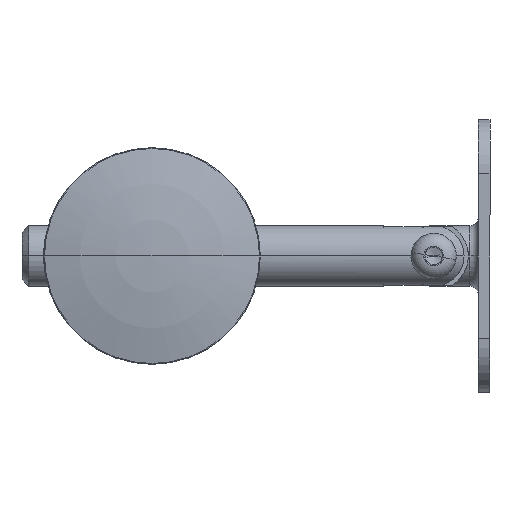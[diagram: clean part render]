
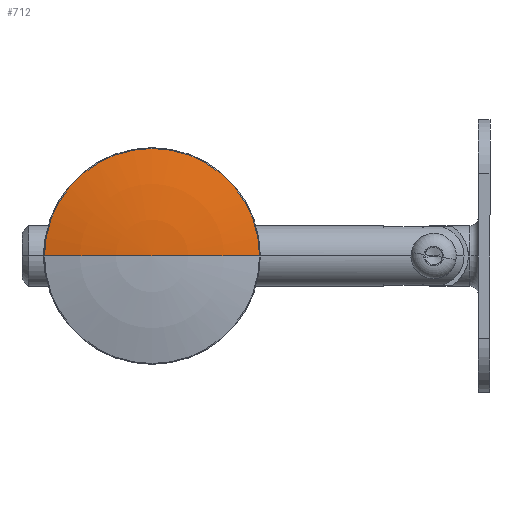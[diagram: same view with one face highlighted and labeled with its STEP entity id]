
A CAD part, front view. The second image highlights one B-rep face of the part: STEP entity #712.
In plain terms, the highlighted toroidal (fillet/blend) face has major radius 0.006 mm and minor radius 105.62 mm.
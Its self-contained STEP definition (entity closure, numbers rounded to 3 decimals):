
#204 = VERTEX_POINT ( 'NONE', #7262 ) ;
#639 = CARTESIAN_POINT ( 'NONE',  ( 7.002, 0., 0. ) ) ;
#661 = CIRCLE ( 'NONE', #6964, 24.809 ) ;
#708 = EDGE_CURVE ( 'NONE', #4266, #204, #1960, .T. ) ;
#712 = ADVANCED_FACE ( 'NONE', ( #2123 ), #6657, .T. ) ;
#987 = ORIENTED_EDGE ( 'NONE', *, *, #3169, .T. ) ;
#1122 = VERTEX_POINT ( 'NONE', #1788 ) ;
#1329 = DIRECTION ( 'NONE',  ( 1., 0., 0. ) ) ;
#1450 = CARTESIAN_POINT ( 'NONE',  ( -95.664, 0., 0. ) ) ;
#1746 = EDGE_CURVE ( 'NONE', #1122, #204, #3446, .T. ) ;
#1788 = CARTESIAN_POINT ( 'NONE',  ( 7.002, -24.809, 0. ) ) ;
#1829 = DIRECTION ( 'NONE',  ( 0., 0., 1. ) ) ;
#1960 = CIRCLE ( 'NONE', #6934, 105.62 ) ;
#2123 = FACE_OUTER_BOUND ( 'NONE', #8288, .T. ) ;
#3053 = DIRECTION ( 'NONE',  ( 1., 0., 0. ) ) ;
#3169 = EDGE_CURVE ( 'NONE', #4266, #1122, #661, .T. ) ;
#3302 = AXIS2_PLACEMENT_3D ( 'NONE', #1450, #1329, #7846 ) ;
#3446 = CIRCLE ( 'NONE', #7881, 105.62 ) ;
#3563 = ORIENTED_EDGE ( 'NONE', *, *, #1746, .T. ) ;
#4060 = DIRECTION ( 'NONE',  ( -1., 0., 0. ) ) ;
#4266 = VERTEX_POINT ( 'NONE', #6185 ) ;
#4313 = CARTESIAN_POINT ( 'NONE',  ( -95.664, -0.006, 0. ) ) ;
#4931 = ORIENTED_EDGE ( 'NONE', *, *, #708, .F. ) ;
#5720 = DIRECTION ( 'NONE',  ( 0., -1., 0. ) ) ;
#6185 = CARTESIAN_POINT ( 'NONE',  ( 7.002, 24.809, 0. ) ) ;
#6471 = DIRECTION ( 'NONE',  ( 1., 0., 0. ) ) ;
#6657 = TOROIDAL_SURFACE ( 'NONE', #3302, 0.006, 105.62 ) ;
#6934 = AXIS2_PLACEMENT_3D ( 'NONE', #7886, #7724, #4060 ) ;
#6964 = AXIS2_PLACEMENT_3D ( 'NONE', #639, #6471, #5720 ) ;
#7262 = CARTESIAN_POINT ( 'NONE',  ( 9.956, 0., 0. ) ) ;
#7724 = DIRECTION ( 'NONE',  ( 0., 0., -1. ) ) ;
#7846 = DIRECTION ( 'NONE',  ( 0., 1., 0. ) ) ;
#7881 = AXIS2_PLACEMENT_3D ( 'NONE', #4313, #1829, #3053 ) ;
#7886 = CARTESIAN_POINT ( 'NONE',  ( -95.664, 0.006, 0. ) ) ;
#8288 = EDGE_LOOP ( 'NONE', ( #987, #3563, #4931 ) ) ;
